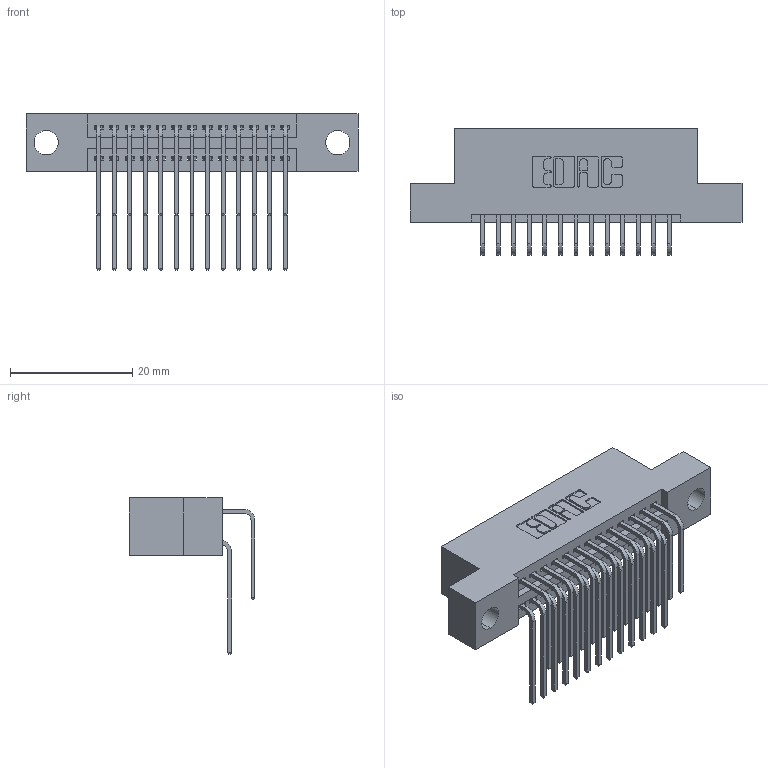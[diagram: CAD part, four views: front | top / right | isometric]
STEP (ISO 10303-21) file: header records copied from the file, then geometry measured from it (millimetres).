
FILE_DESCRIPTION (( 'STEP AP203' ), '1' );
FILE_NAME ('345-026-559-204.STEP', '2021-05-19T22:53:07', ( '' ), ( '' ), 'SwSTEP 2.0', 'SolidWorks 2020', '' );
FILE_SCHEMA (( 'CONFIG_CONTROL_DESIGN' ));
Length unit declared in the file: inch
Products named in the file (4): 345 Part_Flush Mounting Lugs - 0.156 Dia-TI; 345-026-559-204; 345-292-001_559 Tail - 2; 345-292-001_558 559 Tail - 1
Assembly tree (27 placements, depth 2):
  345-026-559-204
    345 Part_Flush Mounting Lugs - 0.156 Dia-TI
    345-292-001_558 559 Tail - 1  x13
    345-292-001_559 Tail - 2  x13
Bounding box: 54.23 x 20.56 x 25.53 mm (x, y, z)
Volume: 5042.7 mm3; surface area: 7449.2 mm2
Topology: 27 solids, 27 shells, 1492 faces, 4407 edges, 2902 vertices
Faces by surface type: plane 1004, cylinder 488
Entity records: 16175 total; most frequent: CARTESIAN_POINT 2789, ORIENTED_EDGE 2670, DIRECTION 2467, EDGE_CURVE 1335, VECTOR 1111, LINE 1111, VERTEX_POINT 886, AXIS2_PLACEMENT_3D 678
